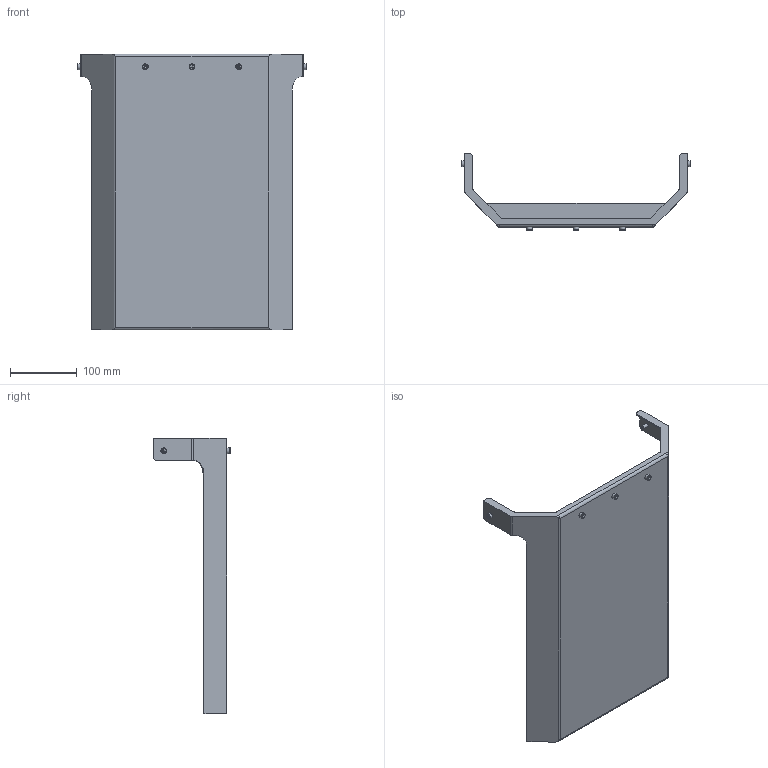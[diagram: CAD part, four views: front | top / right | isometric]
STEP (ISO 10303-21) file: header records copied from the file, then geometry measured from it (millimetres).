
FILE_DESCRIPTION(/* description */ ('Norm.ipt Template'),/* implementation_level */ '2;1');
FILE_NAME(/* name */ 'MT_BGR00105714.stp',/* time_stamp */ '2024-09-17T16:02:56+02:00',/* author */ ('michael.schutter'),/* organization */ (''),/* preprocessor_version */ 'ST-DEVELOPER v19.2',/* originating_system */ 'Autodesk Inventor 2023',/* authorisation */ '');
FILE_SCHEMA (('AUTOMOTIVE_DESIGN { 1 0 10303 214 3 1 1 }'));
Length unit declared in the file: millimetre
Products named in the file (1): MT_WST00117644 Ölwanne
Bounding box: 344 x 115 x 414 mm (x, y, z)
Volume: 310720.8 mm3; surface area: 313998.7 mm2
Topology: 1 solids, 1 shells, 132 faces, 339 edges, 225 vertices
Faces by surface type: plane 75, cylinder 37, torus 10, cone 10
Full cylindrical faces by diameter (mm): 5 x5, 5.5 x5, 8.5 x5
Entity records: 4164 total; most frequent: CARTESIAN_POINT 762, DIRECTION 679, ORIENTED_EDGE 668, EDGE_CURVE 334, AXIS2_PLACEMENT_3D 247, VERTEX_POINT 224, LINE 185, VECTOR 185
